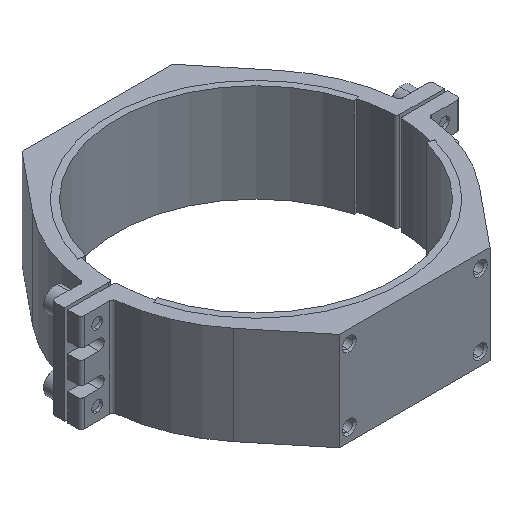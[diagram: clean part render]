
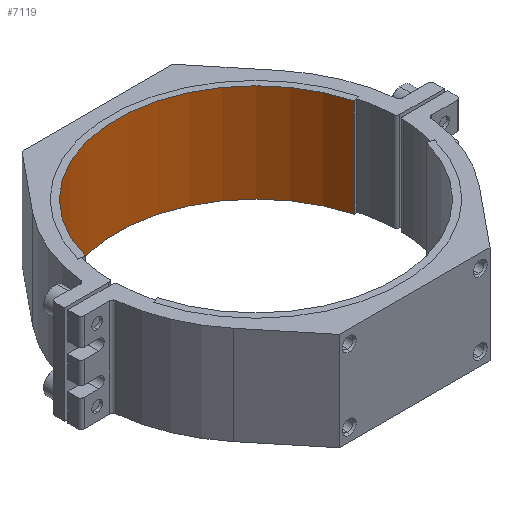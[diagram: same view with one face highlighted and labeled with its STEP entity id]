
A CAD part, isometric view. The second image highlights one B-rep face of the part: STEP entity #7119.
In plain terms, the highlighted cylindrical face has radius 42.5 mm (diameter 85 mm), a partial arc.
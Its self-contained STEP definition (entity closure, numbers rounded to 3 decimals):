
#125 = CARTESIAN_POINT ( 'NONE',  ( -41.052, 11., 0. ) ) ;
#268 = DIRECTION ( 'NONE',  ( 1., 0., 0. ) ) ;
#321 = LINE ( 'NONE', #5051, #4956 ) ;
#522 = CARTESIAN_POINT ( 'NONE',  ( -41.052, 11., 0. ) ) ;
#650 = EDGE_CURVE ( 'NONE', #3297, #4632, #3174, .T. ) ;
#813 = AXIS2_PLACEMENT_3D ( 'NONE', #2826, #2234, #3246 ) ;
#936 = AXIS2_PLACEMENT_3D ( 'NONE', #4338, #4217, #6735 ) ;
#956 = DIRECTION ( 'NONE',  ( 0., 0., 1. ) ) ;
#1117 = ORIENTED_EDGE ( 'NONE', *, *, #5764, .F. ) ;
#1233 = VERTEX_POINT ( 'NONE', #1908 ) ;
#1265 = CARTESIAN_POINT ( 'NONE',  ( 41.052, 11., 30. ) ) ;
#1908 = CARTESIAN_POINT ( 'NONE',  ( -41.052, 11., 30. ) ) ;
#1961 = CARTESIAN_POINT ( 'NONE',  ( 41.052, 11., 0. ) ) ;
#1976 = CYLINDRICAL_SURFACE ( 'NONE', #936, 42.5 ) ;
#2195 = VERTEX_POINT ( 'NONE', #1265 ) ;
#2234 = DIRECTION ( 'NONE',  ( 0., 0., 1. ) ) ;
#2328 = DIRECTION ( 'NONE',  ( 0., 0., 1. ) ) ;
#2681 = EDGE_CURVE ( 'NONE', #2195, #1233, #6456, .T. ) ;
#2826 = CARTESIAN_POINT ( 'NONE',  ( 0., 0., 0. ) ) ;
#3125 = VECTOR ( 'NONE', #2328, 1000. ) ;
#3174 = CIRCLE ( 'NONE', #813, 42.5 ) ;
#3246 = DIRECTION ( 'NONE',  ( 1., 0., 0. ) ) ;
#3297 = VERTEX_POINT ( 'NONE', #1961 ) ;
#3939 = CARTESIAN_POINT ( 'NONE',  ( 0., 0., 30. ) ) ;
#4217 = DIRECTION ( 'NONE',  ( 0., 0., -1. ) ) ;
#4338 = CARTESIAN_POINT ( 'NONE',  ( 0., 0., 30. ) ) ;
#4632 = VERTEX_POINT ( 'NONE', #125 ) ;
#4956 = VECTOR ( 'NONE', #956, 1000. ) ;
#5051 = CARTESIAN_POINT ( 'NONE',  ( 41.052, 11., 0. ) ) ;
#5077 = EDGE_LOOP ( 'NONE', ( #1117, #6118, #7513, #7013 ) ) ;
#5764 = EDGE_CURVE ( 'NONE', #4632, #1233, #5886, .T. ) ;
#5886 = LINE ( 'NONE', #522, #3125 ) ;
#6118 = ORIENTED_EDGE ( 'NONE', *, *, #650, .F. ) ;
#6441 = EDGE_CURVE ( 'NONE', #3297, #2195, #321, .T. ) ;
#6456 = CIRCLE ( 'NONE', #6697, 42.5 ) ;
#6697 = AXIS2_PLACEMENT_3D ( 'NONE', #3939, #7521, #268 ) ;
#6735 = DIRECTION ( 'NONE',  ( -1., 0., 0. ) ) ;
#7013 = ORIENTED_EDGE ( 'NONE', *, *, #2681, .T. ) ;
#7119 = ADVANCED_FACE ( 'NONE', ( #7335 ), #1976, .F. ) ;
#7335 = FACE_OUTER_BOUND ( 'NONE', #5077, .T. ) ;
#7513 = ORIENTED_EDGE ( 'NONE', *, *, #6441, .T. ) ;
#7521 = DIRECTION ( 'NONE',  ( 0., 0., 1. ) ) ;
